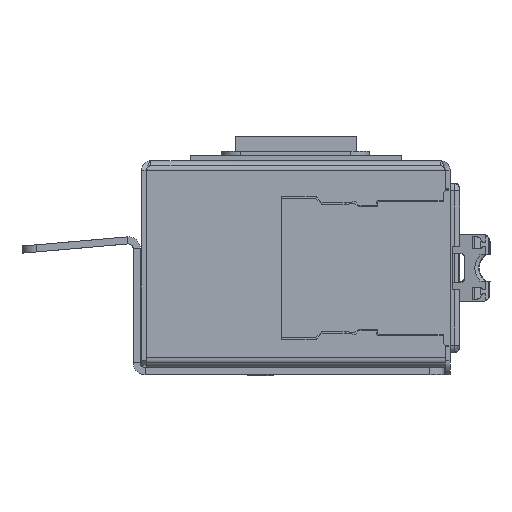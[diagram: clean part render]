
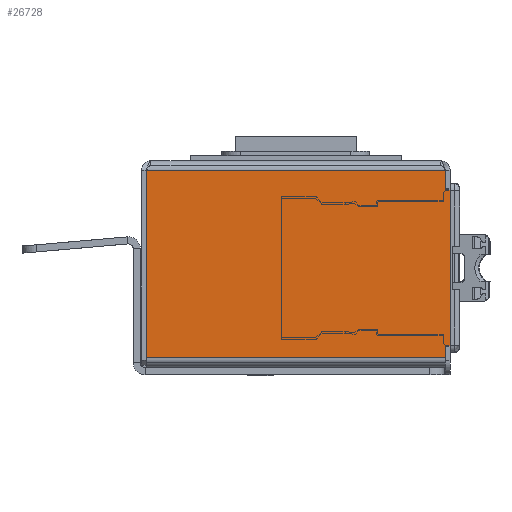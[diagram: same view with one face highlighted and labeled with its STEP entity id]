
A CAD part, left-side view. The second image highlights one B-rep face of the part: STEP entity #26728.
In plain terms, the highlighted planar face has unit normal (-1, 0, 0).
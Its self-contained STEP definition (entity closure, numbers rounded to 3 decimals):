
#1652 = ORIENTED_EDGE ( 'NONE', *, *, #102050, .T. ) ;
#1906 = LINE ( 'NONE', #10715, #98109 ) ;
#4656 = ORIENTED_EDGE ( 'NONE', *, *, #22558, .F. ) ;
#5697 = CARTESIAN_POINT ( 'NONE',  ( -220., -31.5, 16.45 ) ) ;
#8662 = VERTEX_POINT ( 'NONE', #93770 ) ;
#9053 = DIRECTION ( 'NONE',  ( 0., 0., -1. ) ) ;
#10715 = CARTESIAN_POINT ( 'NONE',  ( -220., -31.5, -16.45 ) ) ;
#11284 = DIRECTION ( 'NONE',  ( 0., -1., 0. ) ) ;
#11317 = DIRECTION ( 'NONE',  ( 0., 0., -1. ) ) ;
#11665 = VERTEX_POINT ( 'NONE', #20519 ) ;
#13202 = CARTESIAN_POINT ( 'NONE',  ( -220., -31.5, 16.45 ) ) ;
#14834 = EDGE_CURVE ( 'NONE', #8662, #119523, #26466, .T. ) ;
#17132 = DIRECTION ( 'NONE',  ( 0., 1., 0. ) ) ;
#17739 = CARTESIAN_POINT ( 'NONE',  ( -220., -32.5, -16.45 ) ) ;
#18799 = EDGE_CURVE ( 'NONE', #11665, #57209, #20619, .T. ) ;
#19417 = DIRECTION ( 'NONE',  ( 0., 0., -1. ) ) ;
#20519 = CARTESIAN_POINT ( 'NONE',  ( -220., 31.5, -19. ) ) ;
#20619 = LINE ( 'NONE', #38720, #117274 ) ;
#20662 = LINE ( 'NONE', #59835, #25042 ) ;
#20717 = ORIENTED_EDGE ( 'NONE', *, *, #100967, .F. ) ;
#22558 = EDGE_CURVE ( 'NONE', #80243, #8662, #55924, .T. ) ;
#22976 = ORIENTED_EDGE ( 'NONE', *, *, #76590, .T. ) ;
#25042 = VECTOR ( 'NONE', #11317, 1000. ) ;
#25475 = LINE ( 'NONE', #44177, #85101 ) ;
#26255 = ORIENTED_EDGE ( 'NONE', *, *, #18799, .T. ) ;
#26466 = LINE ( 'NONE', #17739, #108221 ) ;
#26728 = ADVANCED_FACE ( 'NONE', ( #86275 ), #60079, .T. ) ;
#28116 = VERTEX_POINT ( 'NONE', #5697 ) ;
#28458 = EDGE_LOOP ( 'NONE', ( #22976, #1652, #26255, #114364, #58978, #4656, #80072, #20717 ) ) ;
#35050 = VECTOR ( 'NONE', #54695, 1000. ) ;
#35974 = CARTESIAN_POINT ( 'NONE',  ( -220., -31.5, -19. ) ) ;
#38720 = CARTESIAN_POINT ( 'NONE',  ( -220., 31.5, -19. ) ) ;
#40625 = LINE ( 'NONE', #13202, #58766 ) ;
#41831 = DIRECTION ( 'NONE',  ( 0., -1., 0. ) ) ;
#44177 = CARTESIAN_POINT ( 'NONE',  ( -220., -31.5, 20.5 ) ) ;
#54695 = DIRECTION ( 'NONE',  ( 0., 0., -1. ) ) ;
#55758 = LINE ( 'NONE', #104903, #80985 ) ;
#55924 = LINE ( 'NONE', #91384, #35050 ) ;
#57209 = VERTEX_POINT ( 'NONE', #35974 ) ;
#58116 = AXIS2_PLACEMENT_3D ( 'NONE', #60689, #79973, #117939 ) ;
#58766 = VECTOR ( 'NONE', #41831, 1000. ) ;
#58978 = ORIENTED_EDGE ( 'NONE', *, *, #14834, .F. ) ;
#59835 = CARTESIAN_POINT ( 'NONE',  ( -220., -31.5, 20.5 ) ) ;
#60079 = PLANE ( 'NONE',  #58116 ) ;
#60689 = CARTESIAN_POINT ( 'NONE',  ( -220., 32.5, -22.5 ) ) ;
#64869 = EDGE_CURVE ( 'NONE', #119523, #57209, #1906, .T. ) ;
#68016 = VERTEX_POINT ( 'NONE', #96379 ) ;
#69796 = EDGE_CURVE ( 'NONE', #28116, #80243, #40625, .T. ) ;
#70890 = CARTESIAN_POINT ( 'NONE',  ( -220., -32.5, 16.45 ) ) ;
#76590 = EDGE_CURVE ( 'NONE', #109256, #68016, #25475, .T. ) ;
#79973 = DIRECTION ( 'NONE',  ( -1., 0., 0. ) ) ;
#80072 = ORIENTED_EDGE ( 'NONE', *, *, #69796, .F. ) ;
#80243 = VERTEX_POINT ( 'NONE', #70890 ) ;
#80756 = CARTESIAN_POINT ( 'NONE',  ( -220., -31.5, 20.5 ) ) ;
#80985 = VECTOR ( 'NONE', #9053, 1000. ) ;
#83941 = CARTESIAN_POINT ( 'NONE',  ( -220., -31.5, -16.45 ) ) ;
#84628 = DIRECTION ( 'NONE',  ( 0., 1., 0. ) ) ;
#85101 = VECTOR ( 'NONE', #84628, 1000. ) ;
#86275 = FACE_OUTER_BOUND ( 'NONE', #28458, .T. ) ;
#91384 = CARTESIAN_POINT ( 'NONE',  ( -220., -32.5, 16.45 ) ) ;
#93770 = CARTESIAN_POINT ( 'NONE',  ( -220., -32.5, -16.45 ) ) ;
#96379 = CARTESIAN_POINT ( 'NONE',  ( -220., 31.5, 20.5 ) ) ;
#98109 = VECTOR ( 'NONE', #19417, 1000. ) ;
#100967 = EDGE_CURVE ( 'NONE', #109256, #28116, #20662, .T. ) ;
#102050 = EDGE_CURVE ( 'NONE', #68016, #11665, #55758, .T. ) ;
#104903 = CARTESIAN_POINT ( 'NONE',  ( -220., 31.5, 20.5 ) ) ;
#108221 = VECTOR ( 'NONE', #17132, 1000. ) ;
#109256 = VERTEX_POINT ( 'NONE', #80756 ) ;
#114364 = ORIENTED_EDGE ( 'NONE', *, *, #64869, .F. ) ;
#117274 = VECTOR ( 'NONE', #11284, 1000. ) ;
#117939 = DIRECTION ( 'NONE',  ( 0., 0., 1. ) ) ;
#119523 = VERTEX_POINT ( 'NONE', #83941 ) ;
